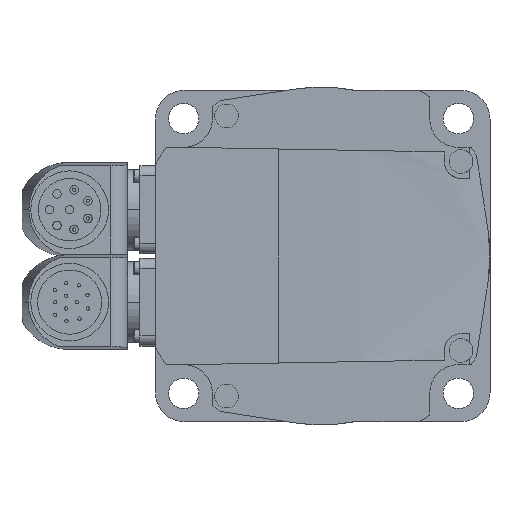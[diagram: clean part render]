
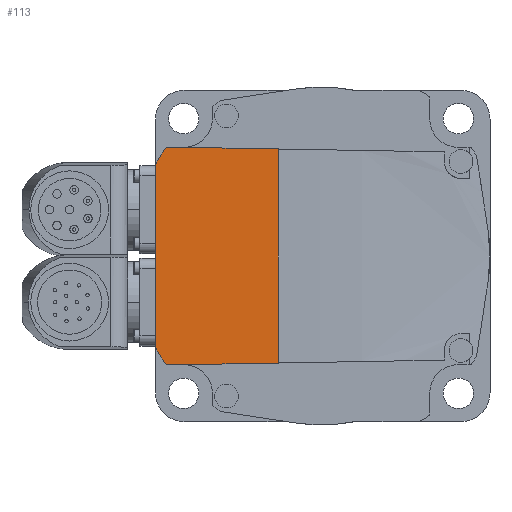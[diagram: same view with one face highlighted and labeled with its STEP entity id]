
A CAD part, left-side view. The second image highlights one B-rep face of the part: STEP entity #113.
In plain terms, the highlighted planar face has unit normal (-1, 0, 0).
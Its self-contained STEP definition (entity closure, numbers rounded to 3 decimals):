
#113=ADVANCED_FACE('',(#514),#515,.T.);
#514=FACE_OUTER_BOUND('',#1325,.T.);
#515=PLANE('',#1326);
#1325=EDGE_LOOP('',(#2281,#2282,#2283,#2284,#2285,#2286,#2287,#2288,#2289));
#1326=AXIS2_PLACEMENT_3D('',#2290,#2291,#2292);
#2281=ORIENTED_EDGE('',*,*,#5172,.F.);
#2282=ORIENTED_EDGE('',*,*,#5183,.F.);
#2283=ORIENTED_EDGE('',*,*,#5184,.F.);
#2284=ORIENTED_EDGE('',*,*,#5185,.F.);
#2285=ORIENTED_EDGE('',*,*,#5099,.F.);
#2286=ORIENTED_EDGE('',*,*,#5186,.F.);
#2287=ORIENTED_EDGE('',*,*,#5187,.F.);
#2288=ORIENTED_EDGE('',*,*,#5188,.F.);
#2289=ORIENTED_EDGE('',*,*,#5180,.F.);
#2290=CARTESIAN_POINT('',(-10.5,0.,0.));
#2291=DIRECTION('',(-1.0,0.0,0.0));
#2292=DIRECTION('',(0.0,0.0,1.0));
#5099=EDGE_CURVE('',#6033,#6027,#6035,.T.);
#5172=EDGE_CURVE('',#6167,#6169,#6170,.T.);
#5180=EDGE_CURVE('',#6169,#6181,#6182,.T.);
#5183=EDGE_CURVE('',#6186,#6167,#6187,.T.);
#5184=EDGE_CURVE('',#6188,#6186,#6189,.T.);
#5185=EDGE_CURVE('',#6027,#6188,#6190,.T.);
#5186=EDGE_CURVE('',#6191,#6033,#6192,.T.);
#5187=EDGE_CURVE('',#6193,#6191,#6194,.T.);
#5188=EDGE_CURVE('',#6181,#6193,#6195,.T.);
#6027=VERTEX_POINT('',#7569);
#6033=VERTEX_POINT('',#7577);
#6035=CIRCLE('',#7580,56.);
#6167=VERTEX_POINT('',#7816);
#6169=VERTEX_POINT('',#7818);
#6170=LINE('',#7819,#7820);
#6181=VERTEX_POINT('',#7852);
#6182=LINE('',#7853,#7854);
#6186=VERTEX_POINT('',#7860);
#6187=LINE('',#7861,#7862);
#6188=VERTEX_POINT('',#7863);
#6189=LINE('',#7864,#7865);
#6190=CIRCLE('',#7866,56.);
#6191=VERTEX_POINT('',#7867);
#6192=LINE('',#7868,#7869);
#6193=VERTEX_POINT('',#7870);
#6194=CIRCLE('',#7871,56.);
#6195=LINE('',#7872,#7873);
#7569=CARTESIAN_POINT('',(-10.5,45.852,32.15));
#7577=CARTESIAN_POINT('',(-10.5,49.0,27.111));
#7580=AXIS2_PLACEMENT_3D('',#9773,#9774,#9775);
#7816=CARTESIAN_POINT('',(-10.5,12.6,31.67));
#7818=CARTESIAN_POINT('',(-10.5,12.6,-31.67));
#7819=CARTESIAN_POINT('',(-10.5,12.6,0.));
#7820=VECTOR('',#9913,1.0);
#7852=CARTESIAN_POINT('',(-10.5,40.666,-32.16));
#7853=CARTESIAN_POINT('',(-10.5,40.666,-32.16));
#7854=VECTOR('',#9924,1.0);
#7860=CARTESIAN_POINT('',(-10.5,40.666,32.16));
#7861=CARTESIAN_POINT('',(-10.5,-36.452,30.814));
#7862=VECTOR('',#9927,1.0);
#7863=CARTESIAN_POINT('',(-10.5,45.845,32.16));
#7864=CARTESIAN_POINT('',(-10.5,40.666,32.16));
#7865=VECTOR('',#9928,1.0);
#7866=AXIS2_PLACEMENT_3D('',#9929,#9930,#9931);
#7867=CARTESIAN_POINT('',(-10.5,49.0,-27.111));
#7868=CARTESIAN_POINT('',(-10.5,49.0,27.111));
#7869=VECTOR('',#9932,1.0);
#7870=CARTESIAN_POINT('',(-10.5,45.845,-32.16));
#7871=AXIS2_PLACEMENT_3D('',#9933,#9934,#9935);
#7872=CARTESIAN_POINT('',(-10.5,45.845,-32.16));
#7873=VECTOR('',#9936,1.0);
#9773=CARTESIAN_POINT('',(-10.5,0.,0.));
#9774=DIRECTION('',(1.0,0.0,-0.0));
#9775=DIRECTION('',(0.0,0.819,0.574));
#9913=DIRECTION('',(0.0,0.0,-1.0));
#9924=DIRECTION('',(0.0,1.,-0.017));
#9927=DIRECTION('',(0.0,-1.,-0.017));
#9928=DIRECTION('',(0.0,-1.0,0.0));
#9929=CARTESIAN_POINT('',(-10.5,0.,0.));
#9930=DIRECTION('',(1.0,0.0,-0.0));
#9931=DIRECTION('',(0.0,0.819,0.574));
#9932=DIRECTION('',(0.0,0.0,1.0));
#9933=CARTESIAN_POINT('',(-10.5,0.,0.));
#9934=DIRECTION('',(1.0,0.0,0.0));
#9935=DIRECTION('',(0.0,0.875,-0.484));
#9936=DIRECTION('',(0.0,1.0,0.0));
